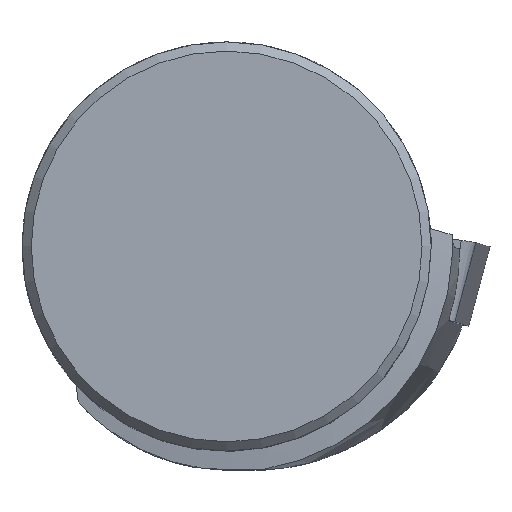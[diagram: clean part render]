
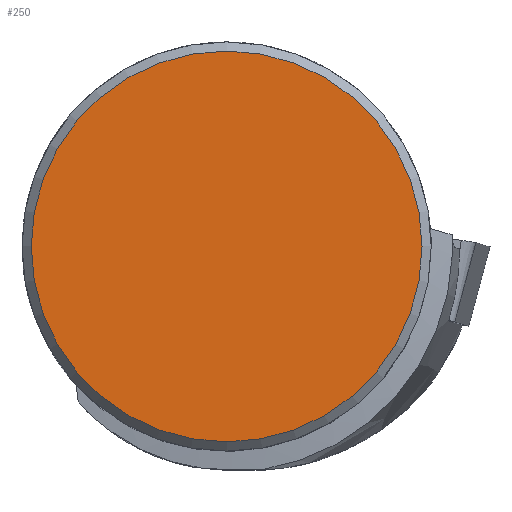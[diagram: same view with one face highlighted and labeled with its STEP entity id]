
A CAD part, top view. The second image highlights one B-rep face of the part: STEP entity #250.
In plain terms, the highlighted planar face has unit normal (0, 0, 1).
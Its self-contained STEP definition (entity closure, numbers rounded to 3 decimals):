
#147=PLANE('',#837);
#250=ADVANCED_FACE('',(#297),#147,.T.);
#297=FACE_OUTER_BOUND('',#328,.T.);
#328=EDGE_LOOP('',(#498));
#364=CIRCLE('',#819,9.549);
#498=ORIENTED_EDGE('',*,*,#665,.F.);
#599=VERTEX_POINT('',#1185);
#665=EDGE_CURVE('',#599,#599,#364,.T.);
#819=AXIS2_PLACEMENT_3D('',#1184,#926,#927);
#837=AXIS2_PLACEMENT_3D('',#1371,#972,#973);
#926=DIRECTION('',(0.,0.,-1.));
#927=DIRECTION('',(1.,0.,0.));
#972=DIRECTION('',(0.,0.,1.));
#973=DIRECTION('',(1.,0.,0.));
#1184=CARTESIAN_POINT('',(0.,0.,0.));
#1185=CARTESIAN_POINT('',(9.549,0.,0.));
#1371=CARTESIAN_POINT('',(0.,0.,0.));
